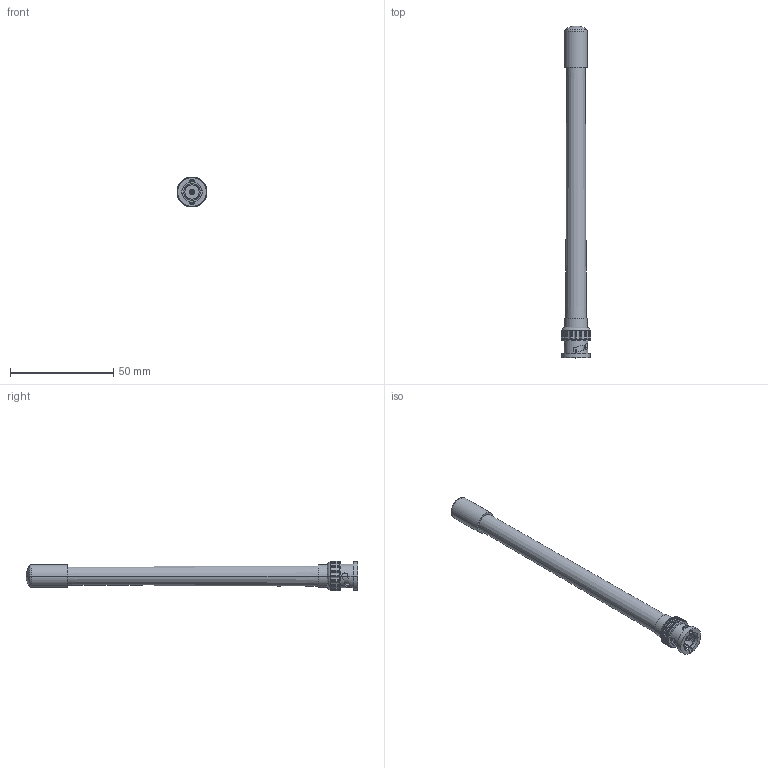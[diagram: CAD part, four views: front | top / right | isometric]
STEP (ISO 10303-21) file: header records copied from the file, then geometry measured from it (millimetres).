
FILE_DESCRIPTION (( 'STEP AP214' ), '1' );
FILE_NAME ('FMANRBD1008_3D.step', '2023-02-22T17:23:24', ( '' ), ( '' ), 'SwSTEP 2.0', 'SolidWorks 2022', '' );
FILE_SCHEMA (( 'AUTOMOTIVE_DESIGN' ));
Length unit declared in the file: inch
Products named in the file (6): LCANRBD1008; BAC028_with flange; BAC028-MA1; BAC028; FMANRBD1008_3D; BAC028-MA2
Assembly tree (5 placements, depth 3):
  FMANRBD1008_3D
    LCANRBD1008
    BAC028
      BAC028_with flange
      BAC028-MA2
      BAC028-MA1
Bounding box: 14.48 x 160.78 x 14.47 mm (x, y, z)
Volume: 12467.2 mm3; surface area: 7304.5 mm2
Topology: 4 solids, 4 shells, 364 faces, 1019 edges, 675 vertices
Faces by surface type: plane 193, cylinder 151, bspline 8, cone 6, torus 4, sphere 2
Entity records: 12425 total; most frequent: CARTESIAN_POINT 2595, ORIENTED_EDGE 2038, DIRECTION 2027, EDGE_CURVE 1019, AXIS2_PLACEMENT_3D 693, VERTEX_POINT 675, VECTOR 641, LINE 641
